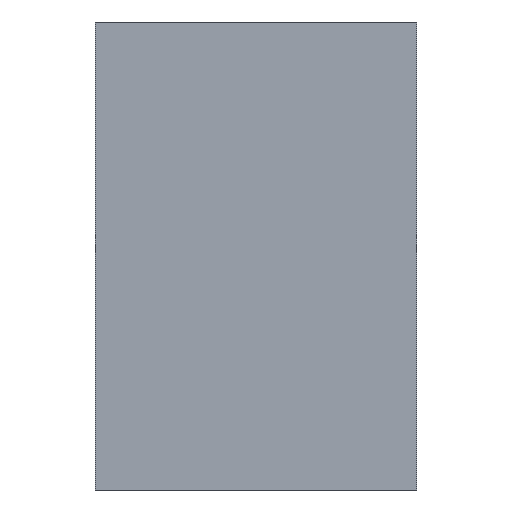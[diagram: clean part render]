
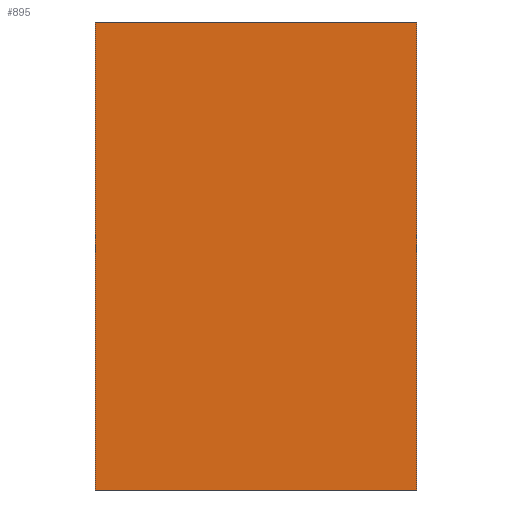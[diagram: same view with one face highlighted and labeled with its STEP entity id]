
A CAD part, left-side view. The second image highlights one B-rep face of the part: STEP entity #895.
In plain terms, the highlighted planar face has unit normal (-1, 0, 0).
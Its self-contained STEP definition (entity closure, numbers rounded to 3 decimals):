
#10 = DIRECTION ( 'NONE',  ( 0., 0., -1. ) ) ;
#40 = CARTESIAN_POINT ( 'NONE',  ( -0.8, 0., -0.4 ) ) ;
#68 = LINE ( 'NONE', #40, #400 ) ;
#113 = VECTOR ( 'NONE', #865, 1000. ) ;
#117 = CARTESIAN_POINT ( 'NONE',  ( -0.8, 0.55, 0.4 ) ) ;
#162 = DIRECTION ( 'NONE',  ( 0., -1., 0. ) ) ;
#169 = VERTEX_POINT ( 'NONE', #404 ) ;
#203 = LINE ( 'NONE', #117, #113 ) ;
#218 = PLANE ( 'NONE',  #716 ) ;
#258 = VERTEX_POINT ( 'NONE', #958 ) ;
#303 = LINE ( 'NONE', #618, #681 ) ;
#318 = VERTEX_POINT ( 'NONE', #645 ) ;
#334 = CARTESIAN_POINT ( 'NONE',  ( -0.8, 0.55, 0.4 ) ) ;
#368 = EDGE_CURVE ( 'NONE', #697, #258, #203, .T. ) ;
#400 = VECTOR ( 'NONE', #476, 1000. ) ;
#404 = CARTESIAN_POINT ( 'NONE',  ( -0.8, 0., -0.4 ) ) ;
#417 = ORIENTED_EDGE ( 'NONE', *, *, #733, .T. ) ;
#435 = CARTESIAN_POINT ( 'NONE',  ( -0.8, 0., 0.4 ) ) ;
#469 = EDGE_CURVE ( 'NONE', #318, #169, #754, .T. ) ;
#476 = DIRECTION ( 'NONE',  ( 0., -1., 0. ) ) ;
#507 = ORIENTED_EDGE ( 'NONE', *, *, #368, .T. ) ;
#551 = VECTOR ( 'NONE', #10, 1000. ) ;
#590 = DIRECTION ( 'NONE',  ( 0., 0., -1. ) ) ;
#618 = CARTESIAN_POINT ( 'NONE',  ( -0.8, 0., 0.4 ) ) ;
#645 = CARTESIAN_POINT ( 'NONE',  ( -0.8, 0., 0.4 ) ) ;
#656 = EDGE_CURVE ( 'NONE', #697, #318, #303, .T. ) ;
#673 = CARTESIAN_POINT ( 'NONE',  ( -0.8, 0., 0.4 ) ) ;
#679 = EDGE_LOOP ( 'NONE', ( #417, #874, #950, #507 ) ) ;
#681 = VECTOR ( 'NONE', #162, 1000. ) ;
#697 = VERTEX_POINT ( 'NONE', #334 ) ;
#716 = AXIS2_PLACEMENT_3D ( 'NONE', #435, #814, #590 ) ;
#733 = EDGE_CURVE ( 'NONE', #258, #169, #68, .T. ) ;
#754 = LINE ( 'NONE', #673, #551 ) ;
#814 = DIRECTION ( 'NONE',  ( 1., 0., 0. ) ) ;
#865 = DIRECTION ( 'NONE',  ( 0., 0., -1. ) ) ;
#874 = ORIENTED_EDGE ( 'NONE', *, *, #469, .F. ) ;
#895 = ADVANCED_FACE ( 'NONE', ( #951 ), #218, .F. ) ;
#950 = ORIENTED_EDGE ( 'NONE', *, *, #656, .F. ) ;
#951 = FACE_OUTER_BOUND ( 'NONE', #679, .T. ) ;
#958 = CARTESIAN_POINT ( 'NONE',  ( -0.8, 0.55, -0.4 ) ) ;
